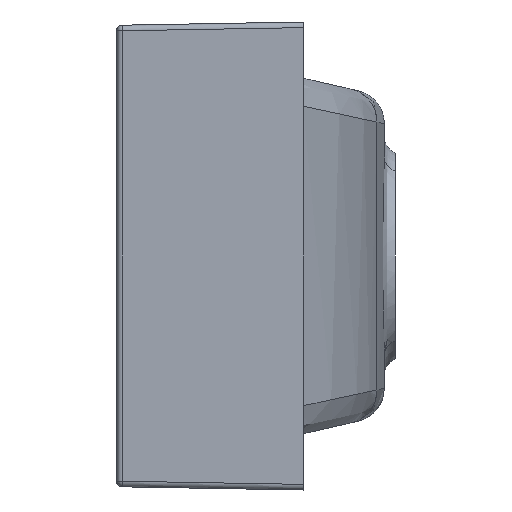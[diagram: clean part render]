
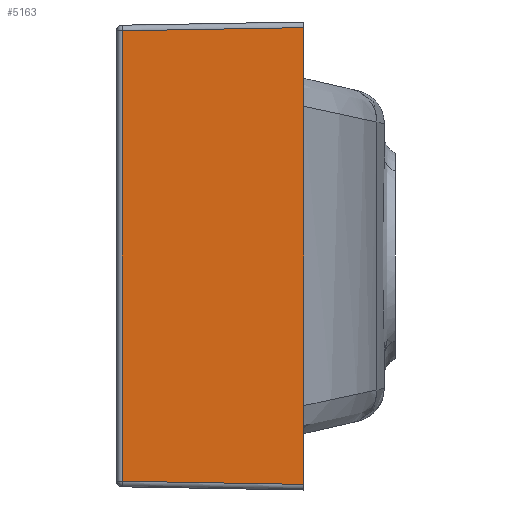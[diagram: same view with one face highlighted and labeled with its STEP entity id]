
A CAD part, left-side view. The second image highlights one B-rep face of the part: STEP entity #5163.
In plain terms, the highlighted planar face has unit normal (-1, 0.018, 0).
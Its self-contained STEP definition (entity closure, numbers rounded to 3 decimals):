
#469 = DIRECTION ( 'NONE',  ( 0.017, 1., -0.017 ) ) ;
#844 = CARTESIAN_POINT ( 'NONE',  ( -210., 30., -122. ) ) ;
#885 = AXIS2_PLACEMENT_3D ( 'NONE', #3905, #6058, #1211 ) ;
#973 = EDGE_CURVE ( 'NONE', #1275, #5279, #1512, .T. ) ;
#1211 = DIRECTION ( 'NONE',  ( -0.017, -1., 0. ) ) ;
#1275 = VERTEX_POINT ( 'NONE', #1527 ) ;
#1444 = VECTOR ( 'NONE', #4295, 1000. ) ;
#1512 = LINE ( 'NONE', #5316, #1811 ) ;
#1527 = CARTESIAN_POINT ( 'NONE',  ( -210., 30., 122. ) ) ;
#1546 = ORIENTED_EDGE ( 'NONE', *, *, #4649, .T. ) ;
#1563 = DIRECTION ( 'NONE',  ( -0.017, -1., -0.017 ) ) ;
#1582 = EDGE_CURVE ( 'NONE', #2907, #3523, #4263, .T. ) ;
#1745 = PLANE ( 'NONE',  #885 ) ;
#1811 = VECTOR ( 'NONE', #469, 1000. ) ;
#1877 = LINE ( 'NONE', #4034, #3608 ) ;
#2131 = CARTESIAN_POINT ( 'NONE',  ( -208.306, 127.052, -125. ) ) ;
#2907 = VERTEX_POINT ( 'NONE', #5845 ) ;
#3110 = EDGE_CURVE ( 'NONE', #3523, #1275, #1877, .T. ) ;
#3190 = ORIENTED_EDGE ( 'NONE', *, *, #1582, .T. ) ;
#3523 = VERTEX_POINT ( 'NONE', #844 ) ;
#3608 = VECTOR ( 'NONE', #6190, 1000. ) ;
#3905 = CARTESIAN_POINT ( 'NONE',  ( -210., 30., -125. ) ) ;
#4034 = CARTESIAN_POINT ( 'NONE',  ( -210., 30., -125. ) ) ;
#4263 = LINE ( 'NONE', #6415, #4293 ) ;
#4286 = ORIENTED_EDGE ( 'NONE', *, *, #3110, .T. ) ;
#4293 = VECTOR ( 'NONE', #1563, 1000. ) ;
#4295 = DIRECTION ( 'NONE',  ( 0., 0., -1. ) ) ;
#4649 = EDGE_CURVE ( 'NONE', #5279, #2907, #6978, .T. ) ;
#5163 = ADVANCED_FACE ( 'NONE', ( #6596 ), #1745, .T. ) ;
#5228 = CARTESIAN_POINT ( 'NONE',  ( -208.306, 127.052, 120.306 ) ) ;
#5279 = VERTEX_POINT ( 'NONE', #5228 ) ;
#5316 = CARTESIAN_POINT ( 'NONE',  ( -208.255, 129.948, 120.256 ) ) ;
#5844 = EDGE_LOOP ( 'NONE', ( #1546, #3190, #4286, #5916 ) ) ;
#5845 = CARTESIAN_POINT ( 'NONE',  ( -208.306, 127.052, -120.306 ) ) ;
#5916 = ORIENTED_EDGE ( 'NONE', *, *, #973, .T. ) ;
#6058 = DIRECTION ( 'NONE',  ( -1., 0.017, 0. ) ) ;
#6190 = DIRECTION ( 'NONE',  ( 0., 0., 1. ) ) ;
#6415 = CARTESIAN_POINT ( 'NONE',  ( -210.001, 29.948, -122.001 ) ) ;
#6596 = FACE_OUTER_BOUND ( 'NONE', #5844, .T. ) ;
#6978 = LINE ( 'NONE', #2131, #1444 ) ;
